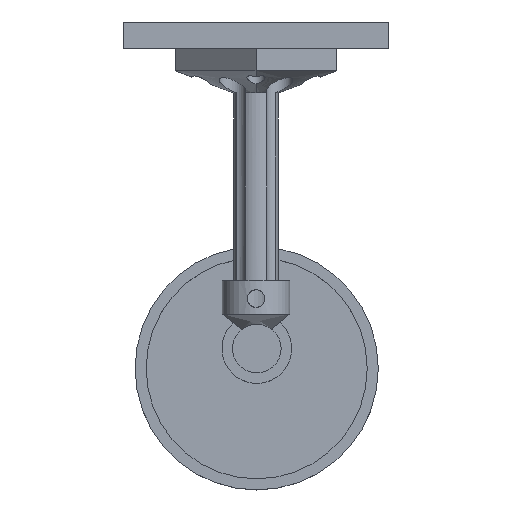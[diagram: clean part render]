
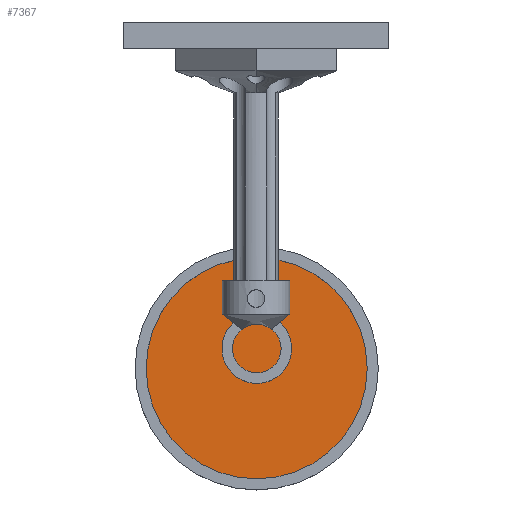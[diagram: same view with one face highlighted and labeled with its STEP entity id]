
A CAD part, top view. The second image highlights one B-rep face of the part: STEP entity #7367.
In plain terms, the highlighted planar face has unit normal (0, 0, 1).
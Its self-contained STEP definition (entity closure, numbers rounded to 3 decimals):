
#1957=FACE_OUTER_BOUND('',#2339,.T.);
#2339=EDGE_LOOP('',(#5055));
#2826=CIRCLE('',#7792,25.);
#3123=VERTEX_POINT('',#10458);
#3888=EDGE_CURVE('',#3123,#3123,#2826,.T.);
#5055=ORIENTED_EDGE('',*,*,#3888,.T.);
#7186=PLANE('',#7791);
#7367=ADVANCED_FACE('',(#1957),#7186,.T.);
#7791=AXIS2_PLACEMENT_3D('',#10457,#8436,#8437);
#7792=AXIS2_PLACEMENT_3D('',#10459,#8438,#8439);
#8436=DIRECTION('center_axis',(0.,0.,1.));
#8437=DIRECTION('ref_axis',(1.,0.,0.));
#8438=DIRECTION('center_axis',(0.,0.,1.));
#8439=DIRECTION('ref_axis',(1.,0.,0.));
#10457=CARTESIAN_POINT('Origin',(0.,0.,0.));
#10458=CARTESIAN_POINT('',(-25.,0.,0.));
#10459=CARTESIAN_POINT('Origin',(0.,0.,0.));
